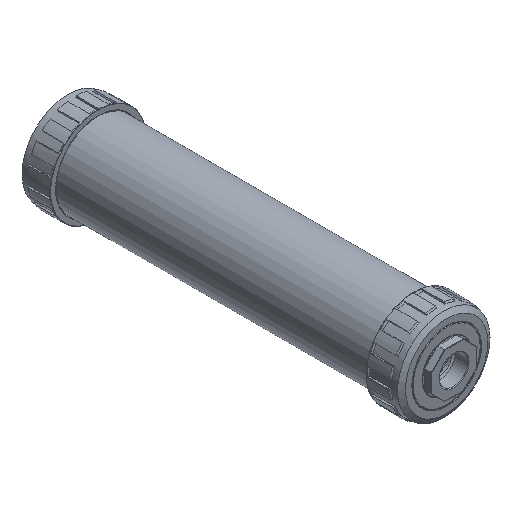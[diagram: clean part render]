
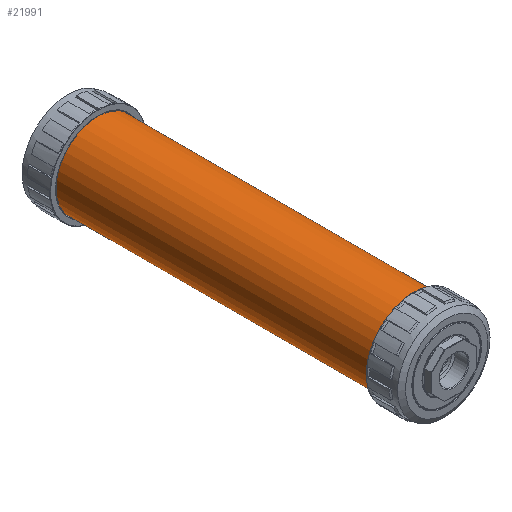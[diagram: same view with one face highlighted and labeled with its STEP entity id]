
A CAD part, isometric view. The second image highlights one B-rep face of the part: STEP entity #21991.
In plain terms, the highlighted cylindrical face has radius 82.55 mm (diameter 165.1 mm), a full revolution.
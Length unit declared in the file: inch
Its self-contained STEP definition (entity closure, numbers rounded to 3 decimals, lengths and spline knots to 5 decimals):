
#21957=CARTESIAN_POINT('',(3.25,-12.3185,0.0));
#21958=VERTEX_POINT('',#21957);
#21959=CARTESIAN_POINT('',(0.0,-12.3185,0.0));
#21960=DIRECTION('',(0.0,1.0,0.0));
#21961=DIRECTION('',(1.0,0.0,0.0));
#21962=AXIS2_PLACEMENT_3D('',#21959,#21960,#21961);
#21963=CIRCLE('',#21962,3.25);
#21964=EDGE_CURVE('',#21958,#21958,#21963,.T.);
#21972=CARTESIAN_POINT('',(0.0,0.,0.0));
#21973=DIRECTION('',(0.0,1.0,0.0));
#21974=DIRECTION('',(1.0,0.0,0.0));
#21975=AXIS2_PLACEMENT_3D('',#21972,#21973,#21974);
#21976=CYLINDRICAL_SURFACE('',#21975,3.25);
#21977=CARTESIAN_POINT('',(3.25,12.3185,0.0));
#21978=VERTEX_POINT('',#21977);
#21979=CARTESIAN_POINT('',(0.0,12.3185,0.0));
#21980=DIRECTION('',(0.0,1.0,0.0));
#21981=DIRECTION('',(1.0,0.0,0.0));
#21982=AXIS2_PLACEMENT_3D('',#21979,#21980,#21981);
#21983=CIRCLE('',#21982,3.25);
#21984=EDGE_CURVE('',#21978,#21978,#21983,.T.);
#21985=ORIENTED_EDGE('',*,*,#21984,.F.);
#21986=EDGE_LOOP('',(#21985));
#21987=FACE_OUTER_BOUND('',#21986,.T.);
#21988=ORIENTED_EDGE('',*,*,#21964,.T.);
#21989=EDGE_LOOP('',(#21988));
#21990=FACE_BOUND('',#21989,.T.);
#21991=ADVANCED_FACE('',(#21987,#21990),#21976,.T.);
